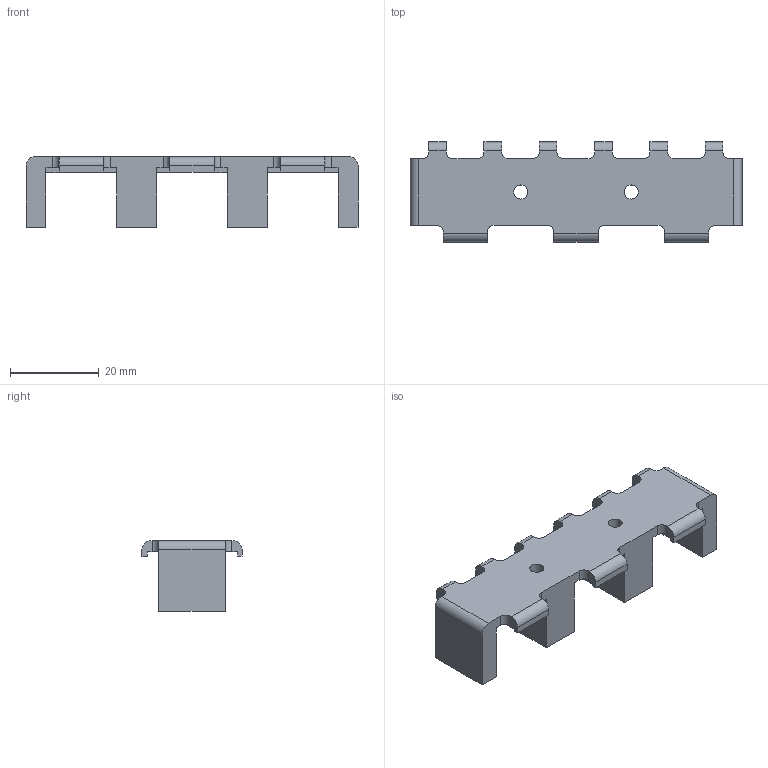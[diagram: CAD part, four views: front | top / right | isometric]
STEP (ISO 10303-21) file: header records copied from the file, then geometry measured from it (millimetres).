
FILE_DESCRIPTION(('FreeCAD Model'),'2;1');
FILE_NAME('Open CASCADE Shape Model','2021-11-18T21:45:45',('Author'),( ''),'Open CASCADE STEP processor 7.4','FreeCAD','Unknown');
FILE_SCHEMA(('AUTOMOTIVE_DESIGN { 1 0 10303 214 1 1 1 1 }'));
Length unit declared in the file: millimetre
Products named in the file (1): refine_ValveMount001
Bounding box: 75 x 22.6 x 16 mm (x, y, z)
Volume: 8546.9 mm3; surface area: 5952 mm2
Topology: 1 solids, 1 shells, 103 faces, 303 edges, 202 vertices
Faces by surface type: plane 72, cylinder 31
Full cylindrical faces by diameter (mm): 3.2 x2
Entity records: 3449 total; most frequent: CARTESIAN_POINT 609, ORIENTED_EDGE 606, DIRECTION 573, EDGE_CURVE 303, LINE 241, VECTOR 241, VERTEX_POINT 202, AXIS2_PLACEMENT_3D 166
